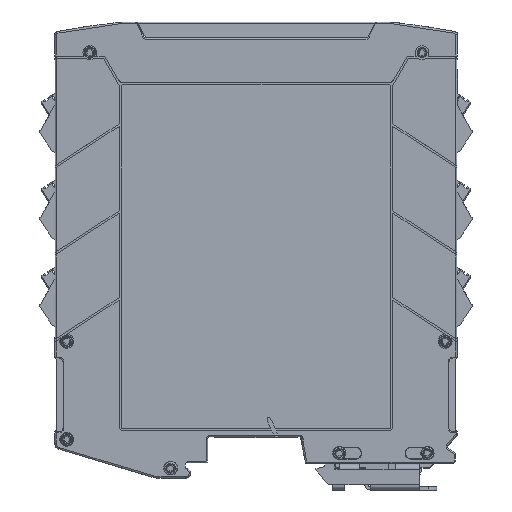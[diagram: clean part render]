
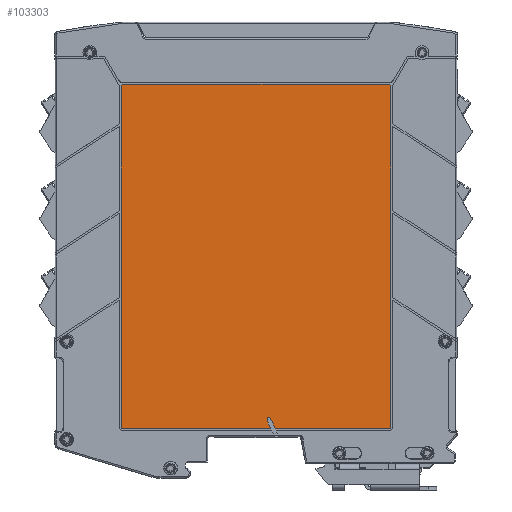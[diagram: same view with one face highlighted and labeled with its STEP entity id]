
A CAD part, left-side view. The second image highlights one B-rep face of the part: STEP entity #103303.
In plain terms, the highlighted planar face has unit normal (-1, 0, 0).
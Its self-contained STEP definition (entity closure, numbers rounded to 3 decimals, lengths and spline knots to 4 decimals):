
#317 = EDGE_CURVE ( 'NONE', #5712, #98123, #18868, .T. ) ;
#3568 = DIRECTION ( 'NONE',  ( 1., 0., 0. ) ) ;
#3832 = EDGE_LOOP ( 'NONE', ( #97690, #44990, #88968, #46935, #5270, #78541, #19415, #30977, #37657, #41781, #67518, #10759, #22274, #91382, #104334 ) ) ;
#4781 = CIRCLE ( 'NONE', #30493, 0.0079 ) ;
#5155 = EDGE_CURVE ( 'NONE', #99379, #5712, #70520, .T. ) ;
#5270 = ORIENTED_EDGE ( 'NONE', *, *, #30266, .F. ) ;
#5712 = VERTEX_POINT ( 'NONE', #83232 ) ;
#5770 = DIRECTION ( 'NONE',  ( 1., 0., 0. ) ) ;
#6155 = CARTESIAN_POINT ( 'NONE',  ( -0.248, -0.1133, -3.9375 ) ) ;
#6577 = LINE ( 'NONE', #14646, #94493 ) ;
#7192 = VERTEX_POINT ( 'NONE', #91700 ) ;
#7535 = CARTESIAN_POINT ( 'NONE',  ( -0.248, -0.1467, -4.0039 ) ) ;
#8540 = EDGE_CURVE ( 'NONE', #35350, #89607, #20639, .T. ) ;
#8703 = DIRECTION ( 'NONE',  ( 1., 0., 0. ) ) ;
#8880 = DIRECTION ( 'NONE',  ( 0., 0., 1. ) ) ;
#9915 = CARTESIAN_POINT ( 'NONE',  ( -0.248, 1.2953, -0.6614 ) ) ;
#10353 = DIRECTION ( 'NONE',  ( 1., 0., 0. ) ) ;
#10750 = CIRCLE ( 'NONE', #12573, 0.0079 ) ;
#10759 = ORIENTED_EDGE ( 'NONE', *, *, #72114, .T. ) ;
#10989 = DIRECTION ( 'NONE',  ( 1., 0., 0. ) ) ;
#11271 = CARTESIAN_POINT ( 'NONE',  ( -0.248, 1.3189, -4.0039 ) ) ;
#12237 = VERTEX_POINT ( 'NONE', #91087 ) ;
#12573 = AXIS2_PLACEMENT_3D ( 'NONE', #38468, #3568, #102958 ) ;
#13051 = EDGE_CURVE ( 'NONE', #60679, #97880, #60701, .T. ) ;
#13291 = LINE ( 'NONE', #38539, #33058 ) ;
#13578 = CARTESIAN_POINT ( 'NONE',  ( -0.248, -0.1212, -3.906 ) ) ;
#14236 = AXIS2_PLACEMENT_3D ( 'NONE', #99585, #10353, #93108 ) ;
#14646 = CARTESIAN_POINT ( 'NONE',  ( -0.248, -1.3189, -4.0039 ) ) ;
#15347 = DIRECTION ( 'NONE',  ( 0., 0., -1. ) ) ;
#16175 = VECTOR ( 'NONE', #51166, 39.3701 ) ;
#17395 = CARTESIAN_POINT ( 'NONE',  ( -0.248, 0.6924, -4.3841 ) ) ;
#18372 = VERTEX_POINT ( 'NONE', #56571 ) ;
#18868 = CIRCLE ( 'NONE', #72124, 0.0236 ) ;
#19057 = CARTESIAN_POINT ( 'NONE',  ( -0.248, 1.3189, -4.0039 ) ) ;
#19415 = ORIENTED_EDGE ( 'NONE', *, *, #34757, .F. ) ;
#19985 = CARTESIAN_POINT ( 'NONE',  ( -0.248, -0.1133, -3.9375 ) ) ;
#20456 = DIRECTION ( 'NONE',  ( 0., 0., -1. ) ) ;
#20639 = LINE ( 'NONE', #19057, #66200 ) ;
#22274 = ORIENTED_EDGE ( 'NONE', *, *, #45661, .T. ) ;
#23191 = CARTESIAN_POINT ( 'NONE',  ( -0.248, -0.1898, -4.0039 ) ) ;
#25353 = DIRECTION ( 'NONE',  ( 0., 0., -1. ) ) ;
#28587 = EDGE_CURVE ( 'NONE', #98123, #65071, #6577, .T. ) ;
#28619 = CARTESIAN_POINT ( 'NONE',  ( -0.248, -1.3421, -0.6378 ) ) ;
#28817 = AXIS2_PLACEMENT_3D ( 'NONE', #69727, #5770, #87465 ) ;
#30266 = EDGE_CURVE ( 'NONE', #99518, #99379, #78633, .T. ) ;
#30493 = AXIS2_PLACEMENT_3D ( 'NONE', #13578, #46355, #38290 ) ;
#30977 = ORIENTED_EDGE ( 'NONE', *, *, #8540, .F. ) ;
#33058 = VECTOR ( 'NONE', #104105, 39.3701 ) ;
#34016 = FACE_OUTER_BOUND ( 'NONE', #3832, .T. ) ;
#34174 = AXIS2_PLACEMENT_3D ( 'NONE', #17395, #100654, #51757 ) ;
#34443 = VECTOR ( 'NONE', #61743, 39.3701 ) ;
#34554 = CARTESIAN_POINT ( 'NONE',  ( -0.248, 1.3189, -0.6378 ) ) ;
#34757 = EDGE_CURVE ( 'NONE', #89607, #62792, #78537, .T. ) ;
#35350 = VERTEX_POINT ( 'NONE', #7535 ) ;
#37657 = ORIENTED_EDGE ( 'NONE', *, *, #96823, .F. ) ;
#38290 = DIRECTION ( 'NONE',  ( 0., 0., 1. ) ) ;
#38468 = CARTESIAN_POINT ( 'NONE',  ( -0.248, -0.1317, -3.906 ) ) ;
#38539 = CARTESIAN_POINT ( 'NONE',  ( -0.248, -0.1133, -3.8981 ) ) ;
#41555 = DIRECTION ( 'NONE',  ( 0., 0., 1. ) ) ;
#41781 = ORIENTED_EDGE ( 'NONE', *, *, #91243, .T. ) ;
#41849 = DIRECTION ( 'NONE',  ( 0., 0., -1. ) ) ;
#42768 = CARTESIAN_POINT ( 'NONE',  ( -0.248, 1.2992, -4.0039 ) ) ;
#43632 = LINE ( 'NONE', #19985, #16175 ) ;
#43729 = EDGE_CURVE ( 'NONE', #65071, #60679, #53462, .T. ) ;
#44990 = ORIENTED_EDGE ( 'NONE', *, *, #28587, .F. ) ;
#45661 = EDGE_CURVE ( 'NONE', #18372, #12237, #10750, .T. ) ;
#46148 = CIRCLE ( 'NONE', #34174, 0.9213 ) ;
#46242 = CARTESIAN_POINT ( 'NONE',  ( -0.248, -1.2992, -3.9843 ) ) ;
#46355 = DIRECTION ( 'NONE',  ( 1., 0., 0. ) ) ;
#46935 = ORIENTED_EDGE ( 'NONE', *, *, #5155, .F. ) ;
#51166 = DIRECTION ( 'NONE',  ( 0., 0., 1. ) ) ;
#51757 = DIRECTION ( 'NONE',  ( 0., 0., -1. ) ) ;
#53462 = CIRCLE ( 'NONE', #58618, 0.0197 ) ;
#54226 = CARTESIAN_POINT ( 'NONE',  ( -0.248, -1.3189, -0.6614 ) ) ;
#56571 = CARTESIAN_POINT ( 'NONE',  ( -0.248, -0.1317, -3.8981 ) ) ;
#58618 = AXIS2_PLACEMENT_3D ( 'NONE', #46242, #103760, #20456 ) ;
#60679 = VERTEX_POINT ( 'NONE', #101044 ) ;
#60701 = LINE ( 'NONE', #11271, #34443 ) ;
#61743 = DIRECTION ( 'NONE',  ( 0., 1., 0. ) ) ;
#62792 = VERTEX_POINT ( 'NONE', #91580 ) ;
#64855 = CIRCLE ( 'NONE', #71682, 0.9606 ) ;
#65071 = VERTEX_POINT ( 'NONE', #91216 ) ;
#66200 = VECTOR ( 'NONE', #101271, 39.3701 ) ;
#66632 = VERTEX_POINT ( 'NONE', #98524 ) ;
#67518 = ORIENTED_EDGE ( 'NONE', *, *, #79919, .T. ) ;
#69727 = CARTESIAN_POINT ( 'NONE',  ( -0.248, 1.2992, -3.9843 ) ) ;
#70520 = LINE ( 'NONE', #28619, #83087 ) ;
#70901 = CARTESIAN_POINT ( 'NONE',  ( -0.248, 1.2953, -0.6378 ) ) ;
#71682 = AXIS2_PLACEMENT_3D ( 'NONE', #98461, #8703, #25353 ) ;
#72114 = EDGE_CURVE ( 'NONE', #66632, #18372, #13291, .T. ) ;
#72124 = AXIS2_PLACEMENT_3D ( 'NONE', #87918, #104556, #15347 ) ;
#74335 = LINE ( 'NONE', #34554, #76581 ) ;
#76581 = VECTOR ( 'NONE', #41555, 39.3701 ) ;
#77655 = VERTEX_POINT ( 'NONE', #6155 ) ;
#78537 = CIRCLE ( 'NONE', #28817, 0.0197 ) ;
#78541 = ORIENTED_EDGE ( 'NONE', *, *, #95634, .F. ) ;
#78633 = CIRCLE ( 'NONE', #102636, 0.0236 ) ;
#79919 = EDGE_CURVE ( 'NONE', #7192, #66632, #4781, .T. ) ;
#80045 = EDGE_CURVE ( 'NONE', #12237, #97880, #64855, .T. ) ;
#83087 = VECTOR ( 'NONE', #87170, 39.3701 ) ;
#83232 = CARTESIAN_POINT ( 'NONE',  ( -0.248, -1.2953, -0.6378 ) ) ;
#87170 = DIRECTION ( 'NONE',  ( 0., -1., 0. ) ) ;
#87465 = DIRECTION ( 'NONE',  ( 0., 0., -1. ) ) ;
#87918 = CARTESIAN_POINT ( 'NONE',  ( -0.248, -1.2953, -0.6614 ) ) ;
#88968 = ORIENTED_EDGE ( 'NONE', *, *, #317, .F. ) ;
#89607 = VERTEX_POINT ( 'NONE', #42768 ) ;
#91087 = CARTESIAN_POINT ( 'NONE',  ( -0.248, -0.1385, -3.902 ) ) ;
#91216 = CARTESIAN_POINT ( 'NONE',  ( -0.248, -1.3189, -3.9843 ) ) ;
#91243 = EDGE_CURVE ( 'NONE', #77655, #7192, #43632, .T. ) ;
#91382 = ORIENTED_EDGE ( 'NONE', *, *, #80045, .T. ) ;
#91534 = PLANE ( 'NONE',  #14236 ) ;
#91580 = CARTESIAN_POINT ( 'NONE',  ( -0.248, 1.3189, -3.9843 ) ) ;
#91700 = CARTESIAN_POINT ( 'NONE',  ( -0.248, -0.1133, -3.906 ) ) ;
#93108 = DIRECTION ( 'NONE',  ( 0., 0., -1. ) ) ;
#94493 = VECTOR ( 'NONE', #41849, 39.3701 ) ;
#95634 = EDGE_CURVE ( 'NONE', #62792, #99518, #74335, .T. ) ;
#96823 = EDGE_CURVE ( 'NONE', #77655, #35350, #46148, .T. ) ;
#97690 = ORIENTED_EDGE ( 'NONE', *, *, #43729, .F. ) ;
#97880 = VERTEX_POINT ( 'NONE', #23191 ) ;
#98123 = VERTEX_POINT ( 'NONE', #54226 ) ;
#98461 = CARTESIAN_POINT ( 'NONE',  ( -0.248, 0.6924, -4.3841 ) ) ;
#98524 = CARTESIAN_POINT ( 'NONE',  ( -0.248, -0.1212, -3.8981 ) ) ;
#99379 = VERTEX_POINT ( 'NONE', #70901 ) ;
#99518 = VERTEX_POINT ( 'NONE', #105283 ) ;
#99585 = CARTESIAN_POINT ( 'NONE',  ( -0.248, 0., -3.1496 ) ) ;
#100654 = DIRECTION ( 'NONE',  ( 1., 0., 0. ) ) ;
#101044 = CARTESIAN_POINT ( 'NONE',  ( -0.248, -1.2992, -4.0039 ) ) ;
#101271 = DIRECTION ( 'NONE',  ( 0., 1., 0. ) ) ;
#102636 = AXIS2_PLACEMENT_3D ( 'NONE', #9915, #10989, #8880 ) ;
#102958 = DIRECTION ( 'NONE',  ( 0., 0., 1. ) ) ;
#103303 = ADVANCED_FACE ( 'NONE', ( #34016 ), #91534, .F. ) ;
#103760 = DIRECTION ( 'NONE',  ( 1., 0., 0. ) ) ;
#104105 = DIRECTION ( 'NONE',  ( 0., -1., 0. ) ) ;
#104334 = ORIENTED_EDGE ( 'NONE', *, *, #13051, .F. ) ;
#104556 = DIRECTION ( 'NONE',  ( 1., 0., 0. ) ) ;
#105283 = CARTESIAN_POINT ( 'NONE',  ( -0.248, 1.3189, -0.6614 ) ) ;
